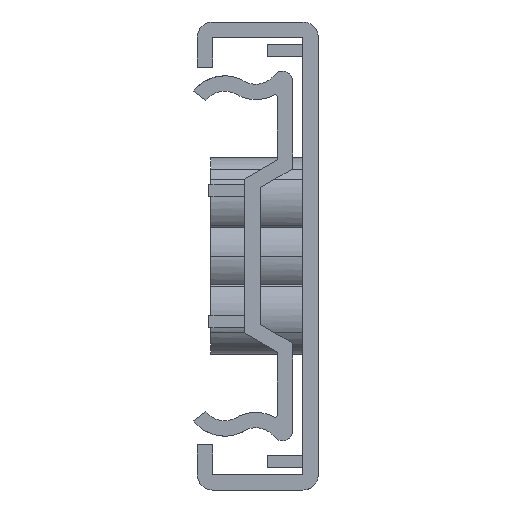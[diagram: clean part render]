
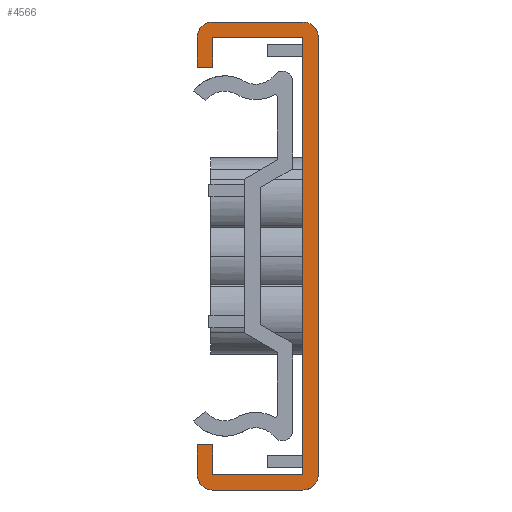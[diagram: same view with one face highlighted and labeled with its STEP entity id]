
A CAD part, front view. The second image highlights one B-rep face of the part: STEP entity #4566.
In plain terms, the highlighted planar face has unit normal (0, -1, 0).
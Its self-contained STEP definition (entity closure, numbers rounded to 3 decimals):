
#187=CARTESIAN_POINT('Vertex',(298.5,-35.,-21.36)) ;
#190=CARTESIAN_POINT('Line Origine',(298.5,-35.,0.)) ;
#194=CARTESIAN_POINT('Vertex',(298.5,-35.,21.36)) ;
#2285=CARTESIAN_POINT('Vertex',(300.,-35.,21.36)) ;
#2288=CARTESIAN_POINT('Line Origine',(300.,-35.,0.)) ;
#2292=CARTESIAN_POINT('Vertex',(300.,-35.,-21.36)) ;
#4441=CARTESIAN_POINT('Vertex',(289.696,-35.,-21.36)) ;
#4444=CARTESIAN_POINT('Line Origine',(294.098,-35.,-21.36)) ;
#4456=CARTESIAN_POINT('Axis2P3D Location',(296.616,-35.,0.)) ;
#4461=CARTESIAN_POINT('Line Origine',(288.946,-35.,18.439)) ;
#4465=CARTESIAN_POINT('Vertex',(289.696,-35.,18.439)) ;
#4467=CARTESIAN_POINT('Vertex',(288.196,-35.,18.439)) ;
#4470=CARTESIAN_POINT('Line Origine',(289.696,-35.,19.899)) ;
#4474=CARTESIAN_POINT('Vertex',(289.696,-35.,21.36)) ;
#4477=CARTESIAN_POINT('Line Origine',(294.098,-35.,21.36)) ;
#4482=CARTESIAN_POINT('Line Origine',(289.696,-35.,-19.899)) ;
#4486=CARTESIAN_POINT('Vertex',(289.696,-35.,-18.439)) ;
#4489=CARTESIAN_POINT('Line Origine',(288.946,-35.,-18.439)) ;
#4493=CARTESIAN_POINT('Vertex',(288.196,-35.,-18.439)) ;
#4496=CARTESIAN_POINT('Line Origine',(288.196,-35.,-19.899)) ;
#4500=CARTESIAN_POINT('Vertex',(288.196,-35.,-21.36)) ;
#4503=CARTESIAN_POINT('Axis2P3D Location',(289.696,-35.,-21.36)) ;
#4507=CARTESIAN_POINT('Vertex',(289.696,-35.,-22.86)) ;
#4510=CARTESIAN_POINT('Line Origine',(294.098,-35.,-22.86)) ;
#4514=CARTESIAN_POINT('Vertex',(298.5,-35.,-22.86)) ;
#4517=CARTESIAN_POINT('Axis2P3D Location',(298.5,-35.,-21.36)) ;
#4522=CARTESIAN_POINT('Axis2P3D Location',(298.5,-35.,21.36)) ;
#4526=CARTESIAN_POINT('Vertex',(298.5,-35.,22.86)) ;
#4529=CARTESIAN_POINT('Line Origine',(294.098,-35.,22.86)) ;
#4533=CARTESIAN_POINT('Vertex',(289.696,-35.,22.86)) ;
#4536=CARTESIAN_POINT('Axis2P3D Location',(289.696,-35.,21.36)) ;
#4540=CARTESIAN_POINT('Vertex',(288.196,-35.,21.36)) ;
#4543=CARTESIAN_POINT('Line Origine',(288.196,-35.,19.899)) ;
#191=DIRECTION('Vector Direction',(0.,0.,1.)) ;
#2289=DIRECTION('Vector Direction',(0.,0.,-1.)) ;
#4445=DIRECTION('Vector Direction',(1.,0.,0.)) ;
#4457=DIRECTION('Axis2P3D Direction',(0.,1.,0.)) ;
#4458=DIRECTION('Axis2P3D XDirection',(-1.,0.,0.)) ;
#4462=DIRECTION('Vector Direction',(-1.,0.,0.)) ;
#4471=DIRECTION('Vector Direction',(0.,0.,-1.)) ;
#4478=DIRECTION('Vector Direction',(-1.,0.,0.)) ;
#4483=DIRECTION('Vector Direction',(0.,0.,-1.)) ;
#4490=DIRECTION('Vector Direction',(1.,0.,0.)) ;
#4497=DIRECTION('Vector Direction',(0.,0.,1.)) ;
#4504=DIRECTION('Axis2P3D Direction',(0.,1.,0.)) ;
#4511=DIRECTION('Vector Direction',(-1.,0.,0.)) ;
#4518=DIRECTION('Axis2P3D Direction',(0.,1.,0.)) ;
#4523=DIRECTION('Axis2P3D Direction',(0.,1.,0.)) ;
#4530=DIRECTION('Vector Direction',(1.,0.,0.)) ;
#4537=DIRECTION('Axis2P3D Direction',(0.,1.,0.)) ;
#4544=DIRECTION('Vector Direction',(0.,0.,1.)) ;
#4459=AXIS2_PLACEMENT_3D('Plane Axis2P3D',#4456,#4457,#4458) ;
#4505=AXIS2_PLACEMENT_3D('Circle Axis2P3D',#4503,#4504,$) ;
#4519=AXIS2_PLACEMENT_3D('Circle Axis2P3D',#4517,#4518,$) ;
#4524=AXIS2_PLACEMENT_3D('Circle Axis2P3D',#4522,#4523,$) ;
#4538=AXIS2_PLACEMENT_3D('Circle Axis2P3D',#4536,#4537,$) ;
#4549=ORIENTED_EDGE('',*,*,#4469,.F.) ;
#4550=ORIENTED_EDGE('',*,*,#4476,.F.) ;
#4551=ORIENTED_EDGE('',*,*,#4481,.F.) ;
#4552=ORIENTED_EDGE('',*,*,#196,.F.) ;
#4553=ORIENTED_EDGE('',*,*,#4448,.F.) ;
#4554=ORIENTED_EDGE('',*,*,#4488,.F.) ;
#4555=ORIENTED_EDGE('',*,*,#4495,.F.) ;
#4556=ORIENTED_EDGE('',*,*,#4502,.F.) ;
#4557=ORIENTED_EDGE('',*,*,#4509,.F.) ;
#4558=ORIENTED_EDGE('',*,*,#4516,.F.) ;
#4559=ORIENTED_EDGE('',*,*,#4521,.F.) ;
#4560=ORIENTED_EDGE('',*,*,#2294,.F.) ;
#4561=ORIENTED_EDGE('',*,*,#4528,.F.) ;
#4562=ORIENTED_EDGE('',*,*,#4535,.F.) ;
#4563=ORIENTED_EDGE('',*,*,#4542,.F.) ;
#4564=ORIENTED_EDGE('',*,*,#4547,.F.) ;
#192=VECTOR('Line Direction',#191,1.) ;
#2290=VECTOR('Line Direction',#2289,1.) ;
#4446=VECTOR('Line Direction',#4445,1.) ;
#4463=VECTOR('Line Direction',#4462,1.) ;
#4472=VECTOR('Line Direction',#4471,1.) ;
#4479=VECTOR('Line Direction',#4478,1.) ;
#4484=VECTOR('Line Direction',#4483,1.) ;
#4491=VECTOR('Line Direction',#4490,1.) ;
#4498=VECTOR('Line Direction',#4497,1.) ;
#4512=VECTOR('Line Direction',#4511,1.) ;
#4531=VECTOR('Line Direction',#4530,1.) ;
#4545=VECTOR('Line Direction',#4544,1.) ;
#4566=ADVANCED_FACE('3.2',(#4565),#4460,.F.) ;
#4506=CIRCLE('generated circle',#4505,1.5) ;
#4520=CIRCLE('generated circle',#4519,1.5) ;
#4525=CIRCLE('generated circle',#4524,1.5) ;
#4539=CIRCLE('generated circle',#4538,1.5) ;
#196=EDGE_CURVE('',#188,#195,#193,.T.) ;
#2294=EDGE_CURVE('',#2286,#2293,#2291,.T.) ;
#4448=EDGE_CURVE('',#4442,#188,#4447,.T.) ;
#4469=EDGE_CURVE('',#4466,#4468,#4464,.T.) ;
#4476=EDGE_CURVE('',#4475,#4466,#4473,.T.) ;
#4481=EDGE_CURVE('',#195,#4475,#4480,.T.) ;
#4488=EDGE_CURVE('',#4487,#4442,#4485,.T.) ;
#4495=EDGE_CURVE('',#4494,#4487,#4492,.T.) ;
#4502=EDGE_CURVE('',#4501,#4494,#4499,.T.) ;
#4509=EDGE_CURVE('',#4508,#4501,#4506,.T.) ;
#4516=EDGE_CURVE('',#4515,#4508,#4513,.T.) ;
#4521=EDGE_CURVE('',#2293,#4515,#4520,.T.) ;
#4528=EDGE_CURVE('',#4527,#2286,#4525,.T.) ;
#4535=EDGE_CURVE('',#4534,#4527,#4532,.T.) ;
#4542=EDGE_CURVE('',#4541,#4534,#4539,.T.) ;
#4547=EDGE_CURVE('',#4468,#4541,#4546,.T.) ;
#4548=EDGE_LOOP('',(#4549,#4550,#4551,#4552,#4553,#4554,#4555,#4556,#4557,#4558,#4559,#4560,#4561,#4562,#4563,#4564)) ;
#4565=FACE_OUTER_BOUND('',#4548,.T.) ;
#193=LINE('Line',#190,#192) ;
#2291=LINE('Line',#2288,#2290) ;
#4447=LINE('Line',#4444,#4446) ;
#4464=LINE('Line',#4461,#4463) ;
#4473=LINE('Line',#4470,#4472) ;
#4480=LINE('Line',#4477,#4479) ;
#4485=LINE('Line',#4482,#4484) ;
#4492=LINE('Line',#4489,#4491) ;
#4499=LINE('Line',#4496,#4498) ;
#4513=LINE('Line',#4510,#4512) ;
#4532=LINE('Line',#4529,#4531) ;
#4546=LINE('Line',#4543,#4545) ;
#4460=PLANE('',#4459) ;
#188=VERTEX_POINT('',#187) ;
#195=VERTEX_POINT('',#194) ;
#2286=VERTEX_POINT('',#2285) ;
#2293=VERTEX_POINT('',#2292) ;
#4442=VERTEX_POINT('',#4441) ;
#4466=VERTEX_POINT('',#4465) ;
#4468=VERTEX_POINT('',#4467) ;
#4475=VERTEX_POINT('',#4474) ;
#4487=VERTEX_POINT('',#4486) ;
#4494=VERTEX_POINT('',#4493) ;
#4501=VERTEX_POINT('',#4500) ;
#4508=VERTEX_POINT('',#4507) ;
#4515=VERTEX_POINT('',#4514) ;
#4527=VERTEX_POINT('',#4526) ;
#4534=VERTEX_POINT('',#4533) ;
#4541=VERTEX_POINT('',#4540) ;
